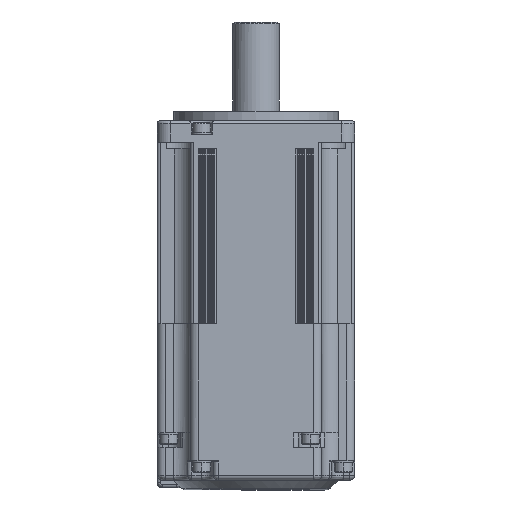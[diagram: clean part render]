
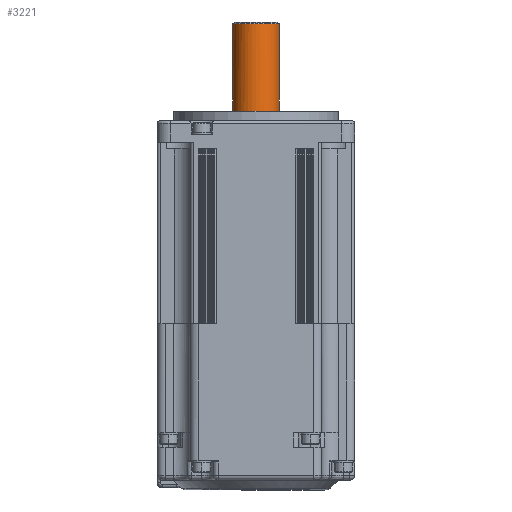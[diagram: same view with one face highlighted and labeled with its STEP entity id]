
A CAD part, front view. The second image highlights one B-rep face of the part: STEP entity #3221.
In plain terms, the highlighted cylindrical face has radius 7 mm (diameter 14 mm), a full revolution.
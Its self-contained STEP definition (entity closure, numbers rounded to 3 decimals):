
#3068=CARTESIAN_POINT('',(2.691,6.462,2.2));
#3069=VERTEX_POINT('',#3068);
#3076=CARTESIAN_POINT('',(2.691,6.462,24.2));
#3077=VERTEX_POINT('',#3076);
#3078=CARTESIAN_POINT('',(2.691,6.462,24.2));
#3079=DIRECTION('',(0.,0.,-1.));
#3080=VECTOR('',#3079,22.);
#3081=LINE('',#3078,#3080);
#3082=EDGE_CURVE('',#3077,#3069,#3081,.T.);
#3108=CARTESIAN_POINT('',(-2.691,6.462,2.2));
#3109=VERTEX_POINT('',#3108);
#3110=CARTESIAN_POINT('',(2.691,6.462,2.2));
#3111=CARTESIAN_POINT('',(2.713,6.455,0.77));
#3112=CARTESIAN_POINT('',(1.45,7.,-0.437));
#3113=CARTESIAN_POINT('',(-1.457,7.,-0.438));
#3114=CARTESIAN_POINT('',(-2.716,6.454,0.776));
#3115=CARTESIAN_POINT('',(-2.691,6.462,2.2));
#3116=B_SPLINE_CURVE_WITH_KNOTS('',3,(#3110,#3111,#3112,#3113,#3114,#3115),.UNSPECIFIED.,.F.,.U.,(4,2,4),(0.,0.499,0.999),.UNSPECIFIED.);
#3117=EDGE_CURVE('',#3069,#3109,#3116,.T.);
#3135=CARTESIAN_POINT('',(-2.691,6.462,24.2));
#3136=VERTEX_POINT('',#3135);
#3146=CARTESIAN_POINT('',(-2.691,6.462,2.2));
#3147=DIRECTION('',(0.,0.,1.));
#3148=VECTOR('',#3147,22.);
#3149=LINE('',#3146,#3148);
#3150=EDGE_CURVE('',#3109,#3136,#3149,.T.);
#3162=CARTESIAN_POINT('',(7.,0.,24.2));
#3163=VERTEX_POINT('',#3162);
#3164=CARTESIAN_POINT('',(0.,0.,24.2));
#3165=DIRECTION('',(-0.384,0.923,0.));
#3166=DIRECTION('',(0.,0.,1.));
#3167=AXIS2_PLACEMENT_3D('',#3164,#3166,#3165);
#3168=CIRCLE('',#3167,7.);
#3169=EDGE_CURVE('',#3136,#3163,#3168,.T.);
#3171=CARTESIAN_POINT('',(0.,0.,24.2));
#3172=DIRECTION('',(0.384,0.923,0.));
#3173=DIRECTION('',(0.,0.,-1.));
#3174=AXIS2_PLACEMENT_3D('',#3171,#3173,#3172);
#3175=CIRCLE('',#3174,7.);
#3176=EDGE_CURVE('',#3077,#3163,#3175,.T.);
#3184=CARTESIAN_POINT('',(0.,0.,-2.3));
#3185=DIRECTION('',(1.,0.,0.));
#3186=DIRECTION('',(0.,0.,1.));
#3187=AXIS2_PLACEMENT_3D('',#3184,#3186,#3185);
#3188=CYLINDRICAL_SURFACE('',#3187,7.);
#3189=CARTESIAN_POINT('',(0.,-7.,-2.3));
#3190=VERTEX_POINT('',#3189);
#3191=CARTESIAN_POINT('',(7.,0.,-2.3));
#3192=VERTEX_POINT('',#3191);
#3193=CARTESIAN_POINT('',(0.,0.,-2.3));
#3194=DIRECTION('',(0.,-1.,0.));
#3195=DIRECTION('',(0.,0.,1.));
#3196=AXIS2_PLACEMENT_3D('',#3193,#3195,#3194);
#3197=CIRCLE('',#3196,7.);
#3198=EDGE_CURVE('',#3190,#3192,#3197,.T.);
#3199=ORIENTED_EDGE('',*,*,#3198,.T.);
#3200=CARTESIAN_POINT('',(7.,0.,-2.3));
#3201=DIRECTION('',(0.,0.,1.));
#3202=VECTOR('',#3201,26.5);
#3203=LINE('',#3200,#3202);
#3204=EDGE_CURVE('',#3192,#3163,#3203,.T.);
#3205=ORIENTED_EDGE('',*,*,#3204,.T.);
#3206=ORIENTED_EDGE('',*,*,#3169,.F.);
#3207=ORIENTED_EDGE('',*,*,#3150,.F.);
#3208=ORIENTED_EDGE('',*,*,#3117,.F.);
#3209=ORIENTED_EDGE('',*,*,#3082,.F.);
#3210=ORIENTED_EDGE('',*,*,#3176,.T.);
#3211=ORIENTED_EDGE('',*,*,#3204,.F.);
#3212=CARTESIAN_POINT('',(0.,0.,-2.3));
#3213=DIRECTION('',(1.,0.,0.));
#3214=DIRECTION('',(0.,0.,1.));
#3215=AXIS2_PLACEMENT_3D('',#3212,#3214,#3213);
#3216=CIRCLE('',#3215,7.);
#3217=EDGE_CURVE('',#3192,#3190,#3216,.T.);
#3218=ORIENTED_EDGE('',*,*,#3217,.T.);
#3219=EDGE_LOOP('',(#3199,#3205,#3206,#3207,#3208,#3209,#3210,#3211,#3218));
#3220=FACE_OUTER_BOUND('',#3219,.T.);
#3221=ADVANCED_FACE('',(#3220),#3188,.T.);
